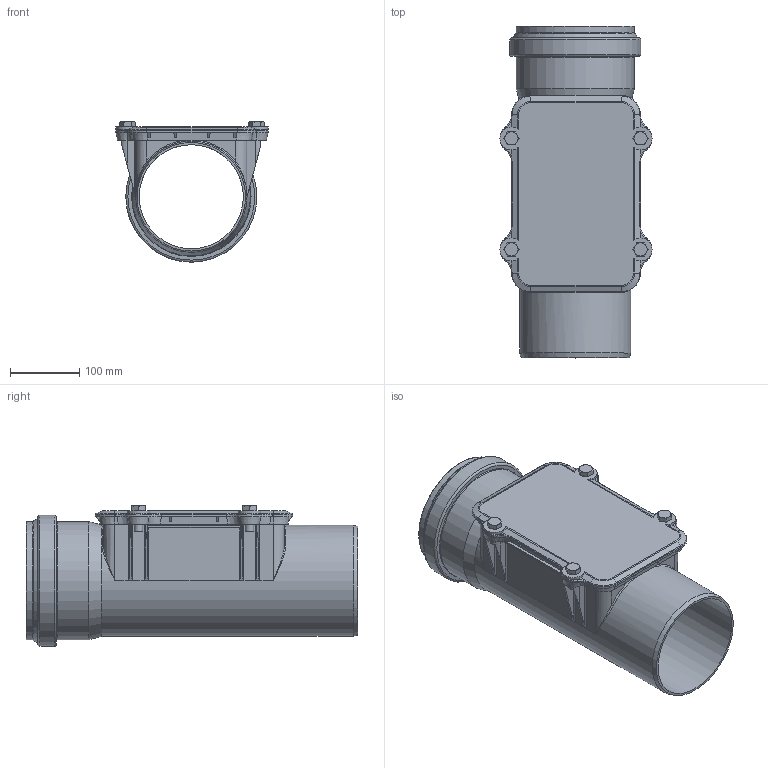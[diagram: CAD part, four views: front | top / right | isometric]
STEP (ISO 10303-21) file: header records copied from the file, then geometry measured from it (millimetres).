
FILE_DESCRIPTION(/* description */ (''),/* implementation_level */ '2;1');
FILE_NAME(/* name */ '778510 KG2000RE Reinigungsrohr DN_OD 160 Zusammenbau.stp',/* time_stamp */ '2017-01-30T13:05:05+01:00',/* author */ ('user1'),/* organization */ (''),/* preprocessor_version */ 'ST-DEVELOPER v16.1',/* originating_system */ 'Autodesk Inventor 2016',/* authorisation */ '');
FILE_SCHEMA (('AUTOMOTIVE_DESIGN { 1 0 10303 214 3 1 1 }'));
Length unit declared in the file: millimetre
Products named in the file (4): 778510 KG2000RE Reinigungsrohr DN_OD 160; 778510 KG2000RE Reinigungsrohr DN_OD 160 Deckel; DIN 933 - M12  x 30; 778510 KG2000RE Reinigungsrohr DN_OD 160 Zusammenbau
Assembly tree (6 placements, depth 2):
  778510 KG2000RE Reinigungsrohr DN_OD 160 Zusammenbau
    778510 KG2000RE Reinigungsrohr DN_OD 160
    778510 KG2000RE Reinigungsrohr DN_OD 160 Deckel
    DIN 933 - M12  x 30  x4
Bounding box: 219 x 478 x 202.4 mm (x, y, z)
Volume: 1768639.8 mm3; surface area: 709097.5 mm2
Topology: 6 solids, 6 shells, 1262 faces, 3082 edges, 1717 vertices
Faces by surface type: cylinder 423, bspline 348, plane 331, cone 84, torus 76
Full cylindrical faces by diameter (mm): 11.053 x4, 12 x4, 13 x4, 16 x4, 17.2 x4, 150 x1, 160.2 x1, 160.7 x1, 161 x2, 170.1 x1, 170.4 x1, 179.4 x1, 188.8 x1
Entity records: 42796 total; most frequent: CARTESIAN_POINT 16008, DIRECTION 5636, ORIENTED_EDGE 5548, EDGE_CURVE 2774, AXIS2_PLACEMENT_3D 2245, VERTEX_POINT 1638, EDGE_LOOP 1276, FACE_OUTER_BOUND 1199
